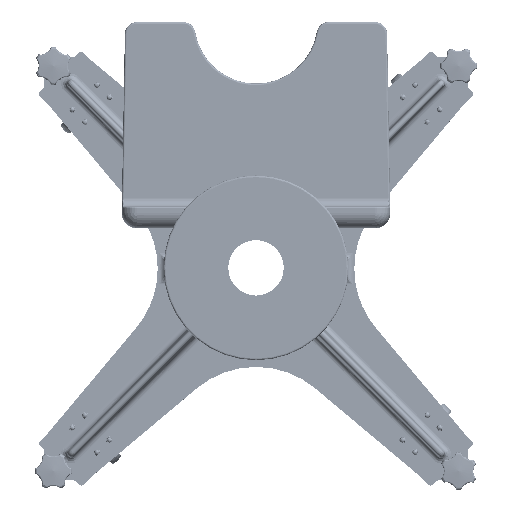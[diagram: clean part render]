
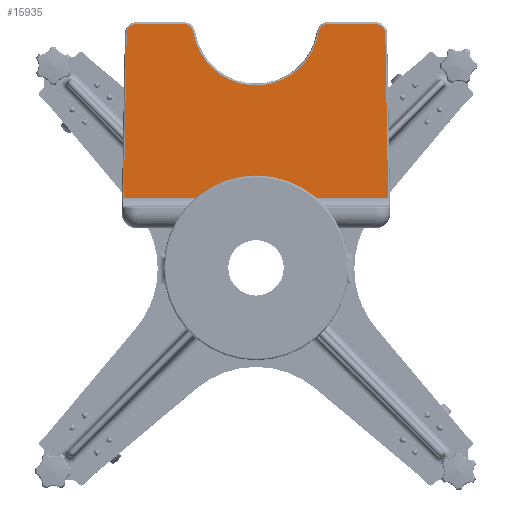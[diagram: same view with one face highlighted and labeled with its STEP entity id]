
A CAD part, top view. The second image highlights one B-rep face of the part: STEP entity #15935.
In plain terms, the highlighted planar face has unit normal (0, 0, 1).
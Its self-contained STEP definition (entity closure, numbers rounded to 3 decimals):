
#15935=ADVANCED_FACE('',(#32468),#32469,.T.);
#32468=FACE_OUTER_BOUND('',#133477,.T.);
#32469=PLANE('',#133478);
#133477=EDGE_LOOP('',(#177861,#177862,#177863,#177864,#177865,#177866,#177867,#177868,#177869,#177870));
#133478=AXIS2_PLACEMENT_3D('',#177871,#177872,#177873);
#177861=ORIENTED_EDGE('',*,*,#193827,.F.);
#177862=ORIENTED_EDGE('',*,*,#190807,.T.);
#177863=ORIENTED_EDGE('',*,*,#187438,.T.);
#177864=ORIENTED_EDGE('',*,*,#181621,.T.);
#177865=ORIENTED_EDGE('',*,*,#194604,.F.);
#177866=ORIENTED_EDGE('',*,*,#189566,.T.);
#177867=ORIENTED_EDGE('',*,*,#192275,.F.);
#177868=ORIENTED_EDGE('',*,*,#195347,.T.);
#177869=ORIENTED_EDGE('',*,*,#189279,.F.);
#177870=ORIENTED_EDGE('',*,*,#194944,.T.);
#177871=CARTESIAN_POINT('',(-19.764,15.556,28.0));
#177872=DIRECTION('',(0.0,0.0,1.0));
#177873=DIRECTION('',(1.0,0.0,0.0));
#181621=EDGE_CURVE('',#202210,#202208,#202211,.F.);
#187438=EDGE_CURVE('',#210332,#202210,#211639,.T.);
#189279=EDGE_CURVE('',#214348,#214346,#214350,.F.);
#189566=EDGE_CURVE('',#214764,#214765,#214766,.T.);
#190807=EDGE_CURVE('',#216616,#210332,#216617,.F.);
#192275=EDGE_CURVE('',#218656,#214765,#218658,.F.);
#193827=EDGE_CURVE('',#216616,#220792,#220794,.F.);
#194604=EDGE_CURVE('',#214764,#202208,#221801,.F.);
#194944=EDGE_CURVE('',#214348,#220792,#222245,.T.);
#195347=EDGE_CURVE('',#218656,#214346,#222771,.F.);
#202208=VERTEX_POINT('',#246392);
#202210=VERTEX_POINT('',#246394);
#202211=LINE('',#246395,#246396);
#210332=VERTEX_POINT('',#281164);
#211639=LINE('',#287059,#287060);
#214346=VERTEX_POINT('',#299610);
#214348=VERTEX_POINT('',#299612);
#214350=CIRCLE('',#299614,17.0);
#214764=VERTEX_POINT('',#301732);
#214765=VERTEX_POINT('',#301733);
#214766=LINE('',#301734,#301735);
#216616=VERTEX_POINT('',#310191);
#216617=LINE('',#310192,#310193);
#218656=VERTEX_POINT('',#320261);
#218658=CIRCLE('',#320263,17.0);
#220792=VERTEX_POINT('',#330800);
#220794=CIRCLE('',#330802,17.0);
#221801=CIRCLE('',#335760,17.0);
#222245=LINE('',#337547,#337548);
#222771=CIRCLE('',#339647,103.0);
#246392=CARTESIAN_POINT('',(402.58,295.852,28.0));
#246394=CARTESIAN_POINT('',(407.211,30.556,28.0));
#246395=CARTESIAN_POINT('',(402.237,315.503,28.0));
#246396=VECTOR('',#351288,1.0);
#281164=CARTESIAN_POINT('',(-21.738,30.556,28.0));
#287059=CARTESIAN_POINT('',(-19.764,30.556,28.0));
#287060=VECTOR('',#357226,1.0);
#299610=CARTESIAN_POINT('',(91.177,298.389,28.0));
#299612=CARTESIAN_POINT('',(74.415,312.556,28.0));
#299614=AXIS2_PLACEMENT_3D('',#358981,#358982,#358983);
#301732=CARTESIAN_POINT('',(385.583,312.556,28.0));
#301733=CARTESIAN_POINT('',(311.058,312.556,28.0));
#301734=CARTESIAN_POINT('',(292.737,312.556,28.0));
#301735=VECTOR('',#359243,1.0);
#310191=CARTESIAN_POINT('',(-17.107,295.852,28.0));
#310192=CARTESIAN_POINT('',(-22.,15.503,28.0));
#310193=VECTOR('',#360461,1.0);
#320261=CARTESIAN_POINT('',(294.296,298.389,28.0));
#320263=AXIS2_PLACEMENT_3D('',#361719,#361720,#361721);
#330800=CARTESIAN_POINT('',(-0.11,312.556,28.0));
#330802=AXIS2_PLACEMENT_3D('',#363047,#363048,#363049);
#335760=AXIS2_PLACEMENT_3D('',#363621,#363622,#363623);
#337547=CARTESIAN_POINT('',(-19.764,312.556,28.0));
#337548=VECTOR('',#363881,1.0);
#339647=AXIS2_PLACEMENT_3D('',#364165,#364166,#364167);
#351288=DIRECTION('',(0.017,-1.,0.0));
#357226=DIRECTION('',(1.0,0.0,0.0));
#358981=CARTESIAN_POINT('',(74.415,295.556,28.0));
#358982=DIRECTION('',(0.0,0.0,1.0));
#358983=DIRECTION('',(1.0,0.0,0.0));
#359243=DIRECTION('',(-1.0,0.0,0.0));
#360461=DIRECTION('',(0.017,1.,0.0));
#361719=CARTESIAN_POINT('',(311.058,295.556,28.0));
#361720=DIRECTION('',(0.0,0.0,1.0));
#361721=DIRECTION('',(1.0,0.0,0.0));
#363047=CARTESIAN_POINT('',(-0.11,295.556,28.0));
#363048=DIRECTION('',(0.0,0.0,1.0));
#363049=DIRECTION('',(1.0,0.0,0.0));
#363621=CARTESIAN_POINT('',(385.583,295.556,28.0));
#363622=DIRECTION('',(0.0,0.0,1.0));
#363623=DIRECTION('',(1.0,0.0,0.0));
#363881=DIRECTION('',(-1.0,0.0,0.0));
#364165=CARTESIAN_POINT('',(192.737,315.556,28.0));
#364166=DIRECTION('',(0.0,0.0,1.0));
#364167=DIRECTION('',(1.0,0.0,0.0));
